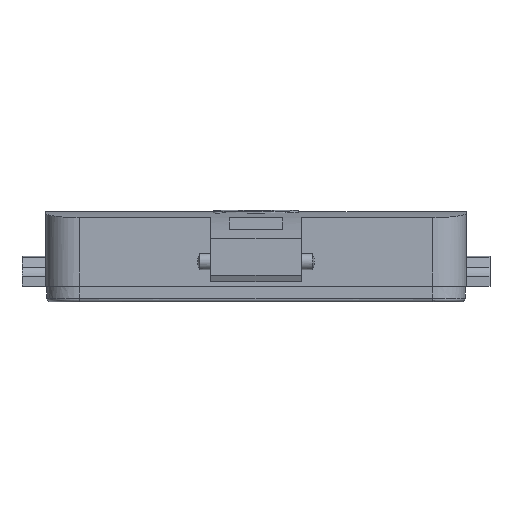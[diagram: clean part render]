
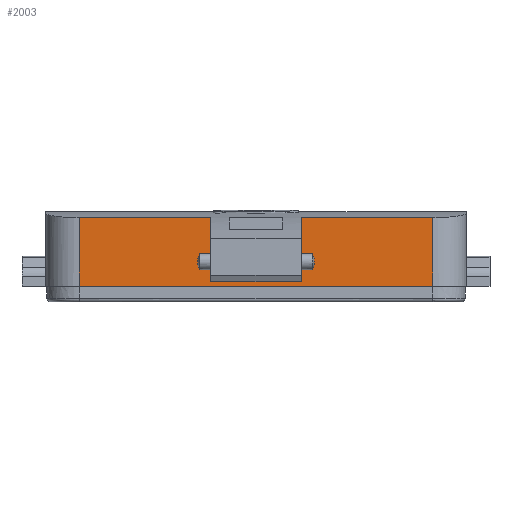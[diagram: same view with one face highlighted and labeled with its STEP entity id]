
A CAD part, front view. The second image highlights one B-rep face of the part: STEP entity #2003.
In plain terms, the highlighted planar face has unit normal (0, -1, 0).
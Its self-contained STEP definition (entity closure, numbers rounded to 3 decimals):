
#1837=PLANE('',#5820);
#2003=ADVANCED_FACE('',(#2269),#1837,.F.);
#2269=FACE_OUTER_BOUND('',#2509,.T.);
#2509=EDGE_LOOP('',(#3321,#3322,#3323,#3324,#3325,#3326,#3327,#3328,#3329,
#3330,#3331,#3332));
#3321=ORIENTED_EDGE('',*,*,#4630,.T.);
#3322=ORIENTED_EDGE('',*,*,#4649,.T.);
#3323=ORIENTED_EDGE('',*,*,#4601,.F.);
#3324=ORIENTED_EDGE('',*,*,#4650,.T.);
#3325=ORIENTED_EDGE('',*,*,#4651,.F.);
#3326=ORIENTED_EDGE('',*,*,#4652,.T.);
#3327=ORIENTED_EDGE('',*,*,#4589,.F.);
#3328=ORIENTED_EDGE('',*,*,#4653,.F.);
#3329=ORIENTED_EDGE('',*,*,#4654,.T.);
#3330=ORIENTED_EDGE('',*,*,#4655,.T.);
#3331=ORIENTED_EDGE('',*,*,#4656,.T.);
#3332=ORIENTED_EDGE('',*,*,#4657,.F.);
#4105=VERTEX_POINT('',#10767);
#4108=VERTEX_POINT('',#10772);
#4109=VERTEX_POINT('',#10774);
#4120=VERTEX_POINT('',#10824);
#4146=VERTEX_POINT('',#10952);
#4148=VERTEX_POINT('',#10956);
#4159=VERTEX_POINT('',#10992);
#4160=VERTEX_POINT('',#10994);
#4161=VERTEX_POINT('',#10997);
#4162=VERTEX_POINT('',#10999);
#4163=VERTEX_POINT('',#11001);
#4164=VERTEX_POINT('',#11003);
#4589=EDGE_CURVE('',#4108,#4109,#4998,.T.);
#4601=EDGE_CURVE('',#4120,#4105,#5002,.T.);
#4630=EDGE_CURVE('',#4146,#4148,#5021,.T.);
#4649=EDGE_CURVE('',#4148,#4105,#5038,.T.);
#4650=EDGE_CURVE('',#4120,#4159,#5039,.T.);
#4651=EDGE_CURVE('',#4160,#4159,#5040,.T.);
#4652=EDGE_CURVE('',#4160,#4109,#5041,.T.);
#4653=EDGE_CURVE('',#4161,#4108,#5042,.T.);
#4654=EDGE_CURVE('',#4161,#4162,#5043,.T.);
#4655=EDGE_CURVE('',#4162,#4163,#5044,.T.);
#4656=EDGE_CURVE('',#4163,#4164,#5045,.T.);
#4657=EDGE_CURVE('',#4146,#4164,#5046,.T.);
#4998=LINE('',#10773,#5260);
#5002=LINE('',#10825,#5264);
#5021=LINE('',#10957,#5283);
#5038=LINE('',#10990,#5300);
#5039=LINE('',#10991,#5301);
#5040=LINE('',#10993,#5302);
#5041=LINE('',#10995,#5303);
#5042=LINE('',#10996,#5304);
#5043=LINE('',#10998,#5305);
#5044=LINE('',#11000,#5306);
#5045=LINE('',#11002,#5307);
#5046=LINE('',#11004,#5308);
#5260=VECTOR('',#6249,1.);
#5264=VECTOR('',#6261,1.);
#5283=VECTOR('',#6326,1.);
#5300=VECTOR('',#6355,1.);
#5301=VECTOR('',#6356,1.);
#5302=VECTOR('',#6357,1.);
#5303=VECTOR('',#6358,1.);
#5304=VECTOR('',#6359,1.);
#5305=VECTOR('',#6360,1.);
#5306=VECTOR('',#6361,1.);
#5307=VECTOR('',#6362,1.);
#5308=VECTOR('',#6363,1.);
#5820=AXIS2_PLACEMENT_3D('',#11005,#6364,#6365);
#6249=DIRECTION('',(1.,0.,0.));
#6261=DIRECTION('',(1.,0.,0.));
#6326=DIRECTION('',(-1.,0.,0.));
#6355=DIRECTION('',(0.,0.,1.));
#6356=DIRECTION('',(0.,0.,-1.));
#6357=DIRECTION('',(-1.,0.,0.));
#6358=DIRECTION('',(0.,0.,1.));
#6359=DIRECTION('',(0.,0.,1.));
#6360=DIRECTION('',(-1.,0.,0.));
#6361=DIRECTION('',(0.,0.,1.));
#6362=DIRECTION('',(-1.,0.,0.));
#6363=DIRECTION('',(0.,0.,1.));
#6364=DIRECTION('',(0.,1.,0.));
#6365=DIRECTION('',(0.,0.,1.));
#10767=CARTESIAN_POINT('',(-8.5,-14.75,12.906));
#10772=CARTESIAN_POINT('',(8.5,-14.75,12.906));
#10773=CARTESIAN_POINT('',(8.5,-14.75,12.906));
#10774=CARTESIAN_POINT('',(33.35,-14.75,12.906));
#10824=CARTESIAN_POINT('',(-33.35,-14.75,12.906));
#10825=CARTESIAN_POINT('',(-8.5,-14.75,12.906));
#10952=CARTESIAN_POINT('',(-5.,-14.75,6.4));
#10956=CARTESIAN_POINT('',(-8.5,-14.75,6.4));
#10957=CARTESIAN_POINT('',(8.5,-14.75,6.4));
#10990=CARTESIAN_POINT('',(-8.5,-14.75,6.4));
#10991=CARTESIAN_POINT('',(-33.35,-14.75,12.906));
#10992=CARTESIAN_POINT('',(-33.35,-14.75,0.));
#10993=CARTESIAN_POINT('',(39.65,-14.75,0.));
#10994=CARTESIAN_POINT('',(33.35,-14.75,0.));
#10995=CARTESIAN_POINT('',(33.35,-14.75,12.906));
#10996=CARTESIAN_POINT('',(8.5,-14.75,6.4));
#10997=CARTESIAN_POINT('',(8.5,-14.75,6.4));
#10998=CARTESIAN_POINT('',(8.5,-14.75,6.4));
#10999=CARTESIAN_POINT('',(5.,-14.75,6.4));
#11000=CARTESIAN_POINT('',(5.,-14.75,6.4));
#11001=CARTESIAN_POINT('',(5.,-14.75,8.65));
#11002=CARTESIAN_POINT('',(39.65,-14.75,8.65));
#11003=CARTESIAN_POINT('',(-5.,-14.75,8.65));
#11004=CARTESIAN_POINT('',(-5.,-14.75,6.4));
#11005=CARTESIAN_POINT('',(39.65,-14.75,12.906));
